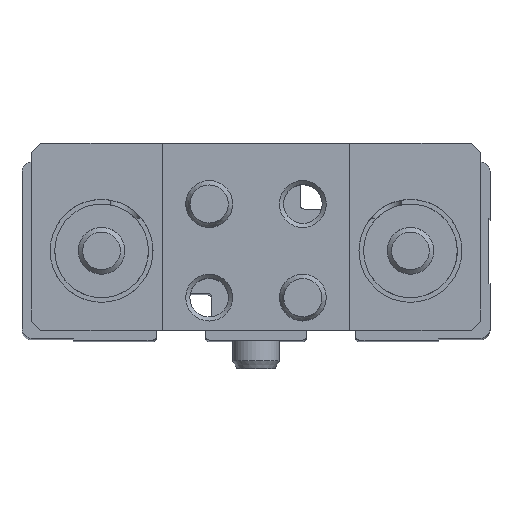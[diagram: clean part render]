
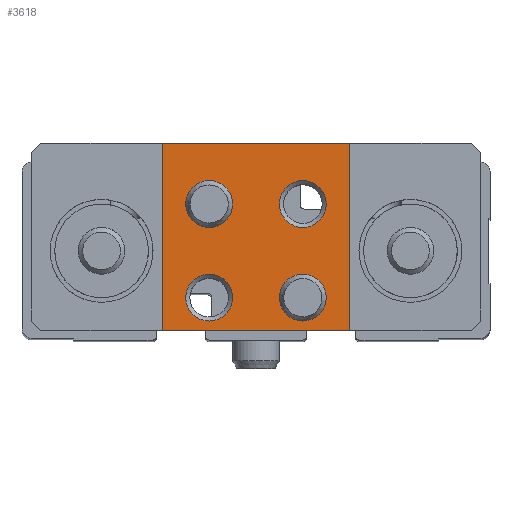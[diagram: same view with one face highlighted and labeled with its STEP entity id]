
A CAD part, top view. The second image highlights one B-rep face of the part: STEP entity #3618.
In plain terms, the highlighted planar face has unit normal (0, 0, 1).
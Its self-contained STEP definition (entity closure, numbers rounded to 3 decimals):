
#127=PLANE('',#4037);
#383=CIRCLE('',#4038,2.5);
#384=CIRCLE('',#4039,2.5);
#385=CIRCLE('',#4040,2.5);
#386=CIRCLE('',#4041,2.5);
#1087=ORIENTED_EDGE('',*,*,#1744,.T.);
#1088=ORIENTED_EDGE('',*,*,#1745,.T.);
#1089=ORIENTED_EDGE('',*,*,#1746,.T.);
#1090=ORIENTED_EDGE('',*,*,#1747,.T.);
#1091=ORIENTED_EDGE('',*,*,#1735,.T.);
#1092=ORIENTED_EDGE('',*,*,#1748,.T.);
#1093=ORIENTED_EDGE('',*,*,#1727,.T.);
#1094=ORIENTED_EDGE('',*,*,#1749,.T.);
#1727=EDGE_CURVE('',#2115,#2122,#2417,.T.);
#1735=EDGE_CURVE('',#2131,#2130,#2425,.T.);
#1744=EDGE_CURVE('',#2139,#2139,#383,.T.);
#1745=EDGE_CURVE('',#2140,#2140,#384,.T.);
#1746=EDGE_CURVE('',#2141,#2141,#385,.T.);
#1747=EDGE_CURVE('',#2142,#2142,#386,.T.);
#1748=EDGE_CURVE('',#2130,#2115,#2434,.T.);
#1749=EDGE_CURVE('',#2122,#2131,#2435,.T.);
#2115=VERTEX_POINT('',#6076);
#2122=VERTEX_POINT('',#6089);
#2130=VERTEX_POINT('',#6107);
#2131=VERTEX_POINT('',#6109);
#2139=VERTEX_POINT('',#6128);
#2140=VERTEX_POINT('',#6130);
#2141=VERTEX_POINT('',#6132);
#2142=VERTEX_POINT('',#6134);
#2417=LINE('',#6090,#2666);
#2425=LINE('',#6108,#2674);
#2434=LINE('',#6135,#2683);
#2435=LINE('',#6136,#2684);
#2666=VECTOR('',#4914,1000.);
#2674=VECTOR('',#4926,1000.);
#2683=VECTOR('',#4947,1000.);
#2684=VECTOR('',#4948,1000.);
#2913=EDGE_LOOP('',(#1087));
#2914=EDGE_LOOP('',(#1088));
#2915=EDGE_LOOP('',(#1089));
#2916=EDGE_LOOP('',(#1090));
#2917=EDGE_LOOP('',(#1091,#1092,#1093,#1094));
#3255=FACE_BOUND('',#2913,.T.);
#3256=FACE_BOUND('',#2914,.T.);
#3257=FACE_BOUND('',#2915,.T.);
#3258=FACE_BOUND('',#2916,.T.);
#3259=FACE_BOUND('',#2917,.T.);
#3618=ADVANCED_FACE('',(#3255,#3256,#3257,#3258,#3259),#127,.T.);
#4037=AXIS2_PLACEMENT_3D('',#6126,#4937,#4938);
#4038=AXIS2_PLACEMENT_3D('',#6127,#4939,#4940);
#4039=AXIS2_PLACEMENT_3D('',#6129,#4941,#4942);
#4040=AXIS2_PLACEMENT_3D('',#6131,#4943,#4944);
#4041=AXIS2_PLACEMENT_3D('',#6133,#4945,#4946);
#4914=DIRECTION('',(-1.,0.,0.));
#4926=DIRECTION('',(1.,0.,0.));
#4937=DIRECTION('',(0.,0.,1.));
#4938=DIRECTION('',(1.,0.,0.));
#4939=DIRECTION('',(0.,0.,-1.));
#4940=DIRECTION('',(-1.,0.,0.));
#4941=DIRECTION('',(0.,0.,-1.));
#4942=DIRECTION('',(-1.,0.,0.));
#4943=DIRECTION('',(0.,0.,-1.));
#4944=DIRECTION('',(-1.,0.,0.));
#4945=DIRECTION('',(0.,0.,-1.));
#4946=DIRECTION('',(-1.,0.,0.));
#4947=DIRECTION('',(0.,1.,0.));
#4948=DIRECTION('',(0.,-1.,0.));
#6076=CARTESIAN_POINT('',(10.,11.5,18.));
#6089=CARTESIAN_POINT('',(-10.,11.5,18.));
#6090=CARTESIAN_POINT('',(24.,11.5,18.));
#6107=CARTESIAN_POINT('',(10.,-8.5,18.));
#6108=CARTESIAN_POINT('',(-24.,-8.5,18.));
#6109=CARTESIAN_POINT('',(-10.,-8.5,18.));
#6126=CARTESIAN_POINT('',(0.,0.,18.));
#6127=CARTESIAN_POINT('',(-5.,-5.,18.));
#6128=CARTESIAN_POINT('',(-7.5,-5.,18.));
#6129=CARTESIAN_POINT('',(-5.,5.,18.));
#6130=CARTESIAN_POINT('',(-7.5,5.,18.));
#6131=CARTESIAN_POINT('',(5.,-5.,18.));
#6132=CARTESIAN_POINT('',(2.5,-5.,18.));
#6133=CARTESIAN_POINT('',(5.,5.,18.));
#6134=CARTESIAN_POINT('',(2.5,5.,18.));
#6135=CARTESIAN_POINT('',(10.,0.,18.));
#6136=CARTESIAN_POINT('',(-10.,0.,18.));
